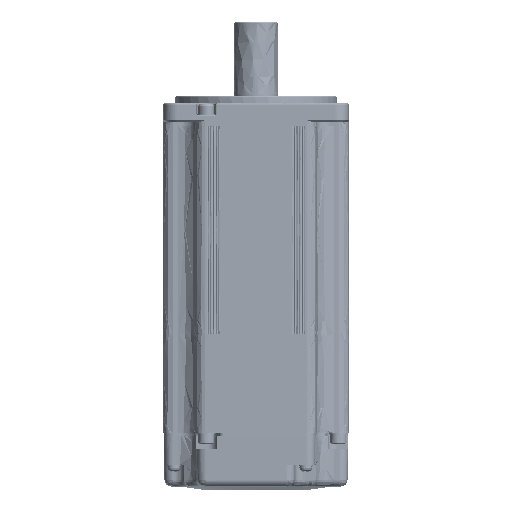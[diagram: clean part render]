
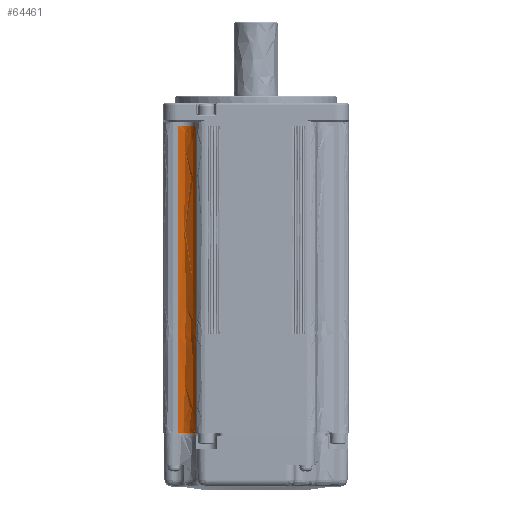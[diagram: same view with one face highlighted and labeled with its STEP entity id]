
A CAD part, front view. The second image highlights one B-rep face of the part: STEP entity #64461.
In plain terms, the highlighted free-form (B-spline) face has degree [2, 1] with [3, 2] control points.
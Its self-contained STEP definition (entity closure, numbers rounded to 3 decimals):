
#64369=CARTESIAN_POINT('',(-26.,-33.5,-118.5));
#64370=VERTEX_POINT('',#64369);
#64376=CARTESIAN_POINT('',(-26.,-33.5,-75.5));
#64377=VERTEX_POINT('',#64376);
#64378=CARTESIAN_POINT('',(-26.,-33.5,-118.5));
#64379=CARTESIAN_POINT('',(-26.,-33.5,-75.5));
#64380=B_SPLINE_CURVE_WITH_KNOTS('',1,(#64378,#64379),.POLYLINE_FORM.,.F.,.U.,(2,2),(0.,1.),.UNSPECIFIED.);
#64381=EDGE_CURVE('',#64370,#64377,#64380,.T.);
#64383=CARTESIAN_POINT('',(-26.,-33.5,14.1));
#64384=VERTEX_POINT('',#64383);
#64385=CARTESIAN_POINT('',(-26.,-33.5,14.1));
#64386=CARTESIAN_POINT('',(-26.,-33.5,-3.82));
#64387=CARTESIAN_POINT('',(-26.,-33.5,-21.74));
#64388=CARTESIAN_POINT('',(-26.,-33.5,-39.66));
#64389=CARTESIAN_POINT('',(-26.,-33.5,-57.58));
#64390=CARTESIAN_POINT('',(-26.,-33.5,-75.5));
#64391=B_SPLINE_CURVE_WITH_KNOTS('',5,(#64385,#64386,#64387,#64388,#64389,#64390),.UNSPECIFIED.,.F.,.U.,(6,6),(0.,0.09),.UNSPECIFIED.);
#64392=EDGE_CURVE('',#64384,#64377,#64391,.T.);
#64406=CARTESIAN_POINT('',(-33.5,-26.,14.1));
#64407=CARTESIAN_POINT('',(-33.5,-26.,-118.5));
#64408=CARTESIAN_POINT('',(-26.,-26.,14.1));
#64409=CARTESIAN_POINT('',(-26.,-26.,-118.5));
#64410=CARTESIAN_POINT('',(-26.,-33.5,14.1));
#64411=CARTESIAN_POINT('',(-26.,-33.5,-118.5));
#64412=(BOUNDED_SURFACE()B_SPLINE_SURFACE(2,1,((#64406,#64407),(#64408,#64409),(#64410,#64411)),.CYLINDRICAL_SURF.,.F.,.F.,.U.)B_SPLINE_SURFACE_WITH_KNOTS((3,3),(2,2),(0.,0.25),(0.,1.),.UNSPECIFIED.)GEOMETRIC_REPRESENTATION_ITEM()RATIONAL_B_SPLINE_SURFACE(((1.,1.),(0.707,0.707),(1.,1.)))REPRESENTATION_ITEM('')SURFACE());
#64413=CARTESIAN_POINT('',(-33.5,-26.,14.1));
#64414=VERTEX_POINT('',#64413);
#64415=CARTESIAN_POINT('',(-33.5,-26.,-75.5));
#64416=VERTEX_POINT('',#64415);
#64417=CARTESIAN_POINT('',(-33.5,-26.,14.1));
#64418=CARTESIAN_POINT('',(-33.5,-26.,-3.82));
#64419=CARTESIAN_POINT('',(-33.5,-26.,-21.74));
#64420=CARTESIAN_POINT('',(-33.5,-26.,-39.66));
#64421=CARTESIAN_POINT('',(-33.5,-26.,-57.58));
#64422=CARTESIAN_POINT('',(-33.5,-26.,-75.5));
#64423=B_SPLINE_CURVE_WITH_KNOTS('',5,(#64417,#64418,#64419,#64420,#64421,#64422),.UNSPECIFIED.,.F.,.U.,(6,6),(0.,0.09),.UNSPECIFIED.);
#64424=EDGE_CURVE('',#64414,#64416,#64423,.T.);
#64425=ORIENTED_EDGE('',*,*,#64424,.F.);
#64426=CARTESIAN_POINT('',(-26.,-33.5,14.1));
#64427=CARTESIAN_POINT('',(-26.,-32.911,14.1));
#64428=CARTESIAN_POINT('',(-26.058,-32.322,14.1));
#64429=CARTESIAN_POINT('',(-26.173,-31.74,14.1));
#64430=CARTESIAN_POINT('',(-26.517,-30.608,14.1));
#64431=CARTESIAN_POINT('',(-27.075,-29.564,14.1));
#64432=CARTESIAN_POINT('',(-27.405,-29.071,14.1));
#64433=CARTESIAN_POINT('',(-28.156,-28.156,14.1));
#64434=CARTESIAN_POINT('',(-29.071,-27.405,14.1));
#64435=CARTESIAN_POINT('',(-29.564,-27.075,14.1));
#64436=CARTESIAN_POINT('',(-30.608,-26.517,14.1));
#64437=CARTESIAN_POINT('',(-31.74,-26.173,14.1));
#64438=CARTESIAN_POINT('',(-32.322,-26.058,14.1));
#64439=CARTESIAN_POINT('',(-32.911,-26.,14.1));
#64440=CARTESIAN_POINT('',(-33.5,-26.,14.1));
#64441=B_SPLINE_CURVE_WITH_KNOTS('',5,(#64426,#64427,#64428,#64429,#64430,#64431,#64432,#64433,#64434,#64435,#64436,#64437,#64438,#64439,#64440),.UNSPECIFIED.,.F.,.U.,(6,3,3,3,6),(0.,0.393,0.785,1.178,1.571),.UNSPECIFIED.);
#64442=EDGE_CURVE('',#64384,#64414,#64441,.T.);
#64443=ORIENTED_EDGE('',*,*,#64442,.F.);
#64444=ORIENTED_EDGE('',*,*,#64392,.T.);
#64445=ORIENTED_EDGE('',*,*,#64381,.F.);
#64446=CARTESIAN_POINT('',(-33.5,-26.,-118.5));
#64447=VERTEX_POINT('',#64446);
#64448=CARTESIAN_POINT('',(-26.,-33.5,-118.5));
#64449=CARTESIAN_POINT('',(-26.,-26.,-118.5));
#64450=CARTESIAN_POINT('',(-33.5,-26.,-118.5));
#64451=(BOUNDED_CURVE()B_SPLINE_CURVE(2,(#64448,#64449,#64450),.CIRCULAR_ARC.,.F.,.U.)B_SPLINE_CURVE_WITH_KNOTS((3,3),(0.,1.),.UNSPECIFIED.)CURVE()GEOMETRIC_REPRESENTATION_ITEM()RATIONAL_B_SPLINE_CURVE((1.,0.707,1.))REPRESENTATION_ITEM(''));
#64452=EDGE_CURVE('',#64370,#64447,#64451,.T.);
#64453=ORIENTED_EDGE('',*,*,#64452,.T.);
#64454=CARTESIAN_POINT('',(-33.5,-26.,-118.5));
#64455=CARTESIAN_POINT('',(-33.5,-26.,-75.5));
#64456=B_SPLINE_CURVE_WITH_KNOTS('',1,(#64454,#64455),.POLYLINE_FORM.,.F.,.U.,(2,2),(0.,1.),.UNSPECIFIED.);
#64457=EDGE_CURVE('',#64447,#64416,#64456,.T.);
#64458=ORIENTED_EDGE('',*,*,#64457,.T.);
#64459=EDGE_LOOP('',(#64425,#64443,#64444,#64445,#64453,#64458));
#64460=FACE_OUTER_BOUND('',#64459,.F.);
#64461=ADVANCED_FACE('',(#64460),#64412,.F.);
